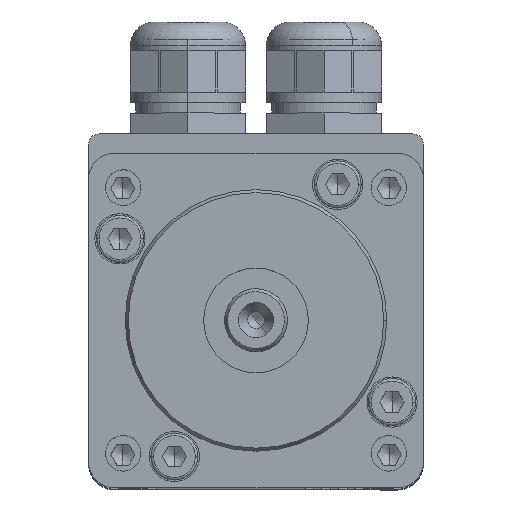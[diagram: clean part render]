
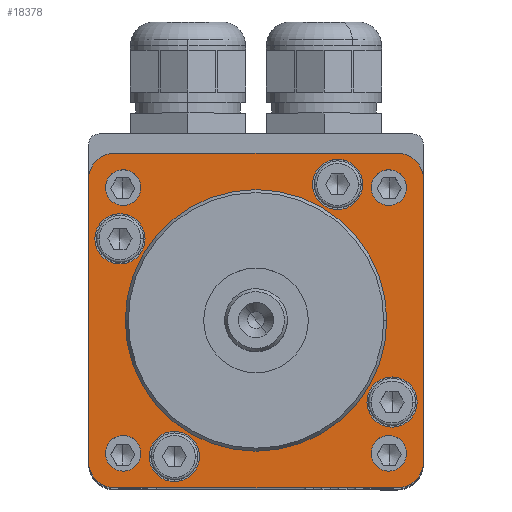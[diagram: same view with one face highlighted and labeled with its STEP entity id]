
A CAD part, top view. The second image highlights one B-rep face of the part: STEP entity #18378.
In plain terms, the highlighted planar face has unit normal (0, 0, 1).
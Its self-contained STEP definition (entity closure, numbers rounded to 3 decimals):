
#1007=CARTESIAN_POINT('',(-12.5,0.,77.0));
#1008=VERTEX_POINT('',#1007);
#1017=CARTESIAN_POINT('',(12.5,0.,77.0));
#1018=VERTEX_POINT('',#1017);
#1019=CARTESIAN_POINT('',(0.,0.,77.0));
#1020=DIRECTION('',(0.0,0.0,-1.0));
#1021=DIRECTION('',(-1.0,0.0,0.0));
#1022=AXIS2_PLACEMENT_3D('',#1019,#1020,#1021);
#1023=CIRCLE('',#1022,12.5);
#1024=EDGE_CURVE('',#1018,#1008,#1023,.T.);
#1110=CARTESIAN_POINT('',(14.4,-12.7,77.0));
#1111=VERTEX_POINT('',#1110);
#1127=CARTESIAN_POINT('',(11.,-12.7,77.0));
#1128=VERTEX_POINT('',#1127);
#1135=CARTESIAN_POINT('',(12.7,-12.7,77.0));
#1136=DIRECTION('',(0.0,0.0,-1.0));
#1137=DIRECTION('',(1.0,0.0,0.0));
#1138=AXIS2_PLACEMENT_3D('',#1135,#1136,#1137);
#1139=CIRCLE('',#1138,1.7);
#1140=EDGE_CURVE('',#1111,#1128,#1139,.T.);
#1173=CARTESIAN_POINT('',(14.4,12.7,77.0));
#1174=VERTEX_POINT('',#1173);
#1190=CARTESIAN_POINT('',(11.,12.7,77.0));
#1191=VERTEX_POINT('',#1190);
#1198=CARTESIAN_POINT('',(12.7,12.7,77.0));
#1199=DIRECTION('',(0.0,0.0,-1.0));
#1200=DIRECTION('',(1.0,0.0,0.0));
#1201=AXIS2_PLACEMENT_3D('',#1198,#1199,#1200);
#1202=CIRCLE('',#1201,1.7);
#1203=EDGE_CURVE('',#1174,#1191,#1202,.T.);
#1236=CARTESIAN_POINT('',(-11.,12.7,77.0));
#1237=VERTEX_POINT('',#1236);
#1253=CARTESIAN_POINT('',(-14.4,12.7,77.0));
#1254=VERTEX_POINT('',#1253);
#1261=CARTESIAN_POINT('',(-12.7,12.7,77.0));
#1262=DIRECTION('',(0.0,0.0,-1.0));
#1263=DIRECTION('',(1.0,0.0,0.0));
#1264=AXIS2_PLACEMENT_3D('',#1261,#1262,#1263);
#1265=CIRCLE('',#1264,1.7);
#1266=EDGE_CURVE('',#1237,#1254,#1265,.T.);
#1299=CARTESIAN_POINT('',(-11.,-12.7,77.0));
#1300=VERTEX_POINT('',#1299);
#1316=CARTESIAN_POINT('',(-14.4,-12.7,77.0));
#1317=VERTEX_POINT('',#1316);
#1324=CARTESIAN_POINT('',(-12.7,-12.7,77.0));
#1325=DIRECTION('',(0.0,0.0,-1.0));
#1326=DIRECTION('',(1.0,0.0,0.0));
#1327=AXIS2_PLACEMENT_3D('',#1324,#1325,#1326);
#1328=CIRCLE('',#1327,1.7);
#1329=EDGE_CURVE('',#1300,#1317,#1328,.T.);
#1362=CARTESIAN_POINT('',(15.4,-7.8,77.0));
#1363=VERTEX_POINT('',#1362);
#1379=CARTESIAN_POINT('',(10.6,-7.8,77.0));
#1380=VERTEX_POINT('',#1379);
#1387=CARTESIAN_POINT('',(13.,-7.8,77.0));
#1388=DIRECTION('',(0.0,0.0,-1.0));
#1389=DIRECTION('',(1.0,0.0,0.0));
#1390=AXIS2_PLACEMENT_3D('',#1387,#1388,#1389);
#1391=CIRCLE('',#1390,2.4);
#1392=EDGE_CURVE('',#1363,#1380,#1391,.T.);
#1425=CARTESIAN_POINT('',(-10.6,7.8,77.0));
#1426=VERTEX_POINT('',#1425);
#1442=CARTESIAN_POINT('',(-15.4,7.8,77.0));
#1443=VERTEX_POINT('',#1442);
#1450=CARTESIAN_POINT('',(-13.,7.8,77.0));
#1451=DIRECTION('',(0.0,0.0,-1.0));
#1452=DIRECTION('',(1.0,0.0,0.0));
#1453=AXIS2_PLACEMENT_3D('',#1450,#1451,#1452);
#1454=CIRCLE('',#1453,2.4);
#1455=EDGE_CURVE('',#1426,#1443,#1454,.T.);
#1488=CARTESIAN_POINT('',(10.2,13.,77.0));
#1489=VERTEX_POINT('',#1488);
#1505=CARTESIAN_POINT('',(5.4,13.,77.0));
#1506=VERTEX_POINT('',#1505);
#1513=CARTESIAN_POINT('',(7.8,13.,77.0));
#1514=DIRECTION('',(0.0,0.0,-1.0));
#1515=DIRECTION('',(1.0,0.0,0.0));
#1516=AXIS2_PLACEMENT_3D('',#1513,#1514,#1515);
#1517=CIRCLE('',#1516,2.4);
#1518=EDGE_CURVE('',#1489,#1506,#1517,.T.);
#1551=CARTESIAN_POINT('',(-5.4,-13.0,77.0));
#1552=VERTEX_POINT('',#1551);
#1568=CARTESIAN_POINT('',(-10.2,-13.,77.0));
#1569=VERTEX_POINT('',#1568);
#1576=CARTESIAN_POINT('',(-7.8,-13.,77.0));
#1577=DIRECTION('',(0.0,0.0,-1.0));
#1578=DIRECTION('',(1.0,0.0,0.0));
#1579=AXIS2_PLACEMENT_3D('',#1576,#1577,#1578);
#1580=CIRCLE('',#1579,2.4);
#1581=EDGE_CURVE('',#1552,#1569,#1580,.T.);
#17645=CARTESIAN_POINT('',(16.,-13.5,77.0));
#17646=VERTEX_POINT('',#17645);
#17653=CARTESIAN_POINT('',(13.5,-16.,77.0));
#17654=VERTEX_POINT('',#17653);
#17655=CARTESIAN_POINT('',(13.5,-13.5,77.0));
#17656=DIRECTION('',(0.0,0.0,-1.0));
#17657=DIRECTION('',(1.0,0.0,0.0));
#17658=AXIS2_PLACEMENT_3D('',#17655,#17656,#17657);
#17659=CIRCLE('',#17658,2.5);
#17660=EDGE_CURVE('',#17646,#17654,#17659,.T.);
#17677=CARTESIAN_POINT('',(16.,13.5,77.0));
#17678=VERTEX_POINT('',#17677);
#17685=CARTESIAN_POINT('',(16.,13.5,77.0));
#17686=DIRECTION('',(0.0,-1.0,0.0));
#17687=VECTOR('',#17686,27.0);
#17688=LINE('',#17685,#17687);
#17689=EDGE_CURVE('',#17678,#17646,#17688,.T.);
#17701=CARTESIAN_POINT('',(13.5,16.,77.0));
#17702=VERTEX_POINT('',#17701);
#17709=CARTESIAN_POINT('',(13.5,13.5,77.0));
#17710=DIRECTION('',(0.0,0.0,-1.0));
#17711=DIRECTION('',(0.0,1.0,0.0));
#17712=AXIS2_PLACEMENT_3D('',#17709,#17710,#17711);
#17713=CIRCLE('',#17712,2.5);
#17714=EDGE_CURVE('',#17702,#17678,#17713,.T.);
#17726=CARTESIAN_POINT('',(-13.5,16.,77.0));
#17727=VERTEX_POINT('',#17726);
#17734=CARTESIAN_POINT('',(-13.5,16.,77.0));
#17735=DIRECTION('',(1.0,0.0,0.0));
#17736=VECTOR('',#17735,27.);
#17737=LINE('',#17734,#17736);
#17738=EDGE_CURVE('',#17727,#17702,#17737,.T.);
#17791=CARTESIAN_POINT('',(-7.8,-13.,77.0));
#17792=DIRECTION('',(0.0,0.0,-1.0));
#17793=DIRECTION('',(1.0,0.0,0.0));
#17794=AXIS2_PLACEMENT_3D('',#17791,#17792,#17793);
#17795=CIRCLE('',#17794,2.4);
#17796=EDGE_CURVE('',#1569,#1552,#17795,.T.);
#17856=CARTESIAN_POINT('',(7.8,13.,77.0));
#17857=DIRECTION('',(0.0,0.0,-1.0));
#17858=DIRECTION('',(1.0,0.0,0.0));
#17859=AXIS2_PLACEMENT_3D('',#17856,#17857,#17858);
#17860=CIRCLE('',#17859,2.4);
#17861=EDGE_CURVE('',#1506,#1489,#17860,.T.);
#17915=CARTESIAN_POINT('',(-13.,7.8,77.0));
#17916=DIRECTION('',(0.0,0.0,-1.0));
#17917=DIRECTION('',(1.0,0.0,0.0));
#17918=AXIS2_PLACEMENT_3D('',#17915,#17916,#17917);
#17919=CIRCLE('',#17918,2.4);
#17920=EDGE_CURVE('',#1443,#1426,#17919,.T.);
#17980=CARTESIAN_POINT('',(13.,-7.8,77.0));
#17981=DIRECTION('',(0.0,0.0,-1.0));
#17982=DIRECTION('',(1.0,0.0,0.0));
#17983=AXIS2_PLACEMENT_3D('',#17980,#17981,#17982);
#17984=CIRCLE('',#17983,2.4);
#17985=EDGE_CURVE('',#1380,#1363,#17984,.T.);
#18019=CARTESIAN_POINT('',(-12.7,-12.7,77.0));
#18020=DIRECTION('',(0.0,0.0,-1.0));
#18021=DIRECTION('',(1.0,0.0,0.0));
#18022=AXIS2_PLACEMENT_3D('',#18019,#18020,#18021);
#18023=CIRCLE('',#18022,1.7);
#18024=EDGE_CURVE('',#1317,#1300,#18023,.T.);
#18058=CARTESIAN_POINT('',(-12.7,12.7,77.0));
#18059=DIRECTION('',(0.0,0.0,-1.0));
#18060=DIRECTION('',(1.0,0.0,0.0));
#18061=AXIS2_PLACEMENT_3D('',#18058,#18059,#18060);
#18062=CIRCLE('',#18061,1.7);
#18063=EDGE_CURVE('',#1254,#1237,#18062,.T.);
#18097=CARTESIAN_POINT('',(12.7,12.7,77.0));
#18098=DIRECTION('',(0.0,0.0,-1.0));
#18099=DIRECTION('',(1.0,0.0,0.0));
#18100=AXIS2_PLACEMENT_3D('',#18097,#18098,#18099);
#18101=CIRCLE('',#18100,1.7);
#18102=EDGE_CURVE('',#1191,#1174,#18101,.T.);
#18136=CARTESIAN_POINT('',(12.7,-12.7,77.0));
#18137=DIRECTION('',(0.0,0.0,-1.0));
#18138=DIRECTION('',(1.0,0.0,0.0));
#18139=AXIS2_PLACEMENT_3D('',#18136,#18137,#18138);
#18140=CIRCLE('',#18139,1.7);
#18141=EDGE_CURVE('',#1128,#1111,#18140,.T.);
#18174=CARTESIAN_POINT('',(0.,0.,77.0));
#18175=DIRECTION('',(0.0,0.0,-1.0));
#18176=DIRECTION('',(-1.0,0.0,0.0));
#18177=AXIS2_PLACEMENT_3D('',#18174,#18175,#18176);
#18178=CIRCLE('',#18177,12.5);
#18179=EDGE_CURVE('',#1008,#1018,#18178,.T.);
#18242=CARTESIAN_POINT('',(-16.,13.5,77.0));
#18243=VERTEX_POINT('',#18242);
#18250=CARTESIAN_POINT('',(-13.5,13.5,77.0));
#18251=DIRECTION('',(0.0,0.0,-1.0));
#18252=DIRECTION('',(-1.0,0.0,0.0));
#18253=AXIS2_PLACEMENT_3D('',#18250,#18251,#18252);
#18254=CIRCLE('',#18253,2.5);
#18255=EDGE_CURVE('',#18243,#17727,#18254,.T.);
#18267=CARTESIAN_POINT('',(-16.,-13.5,77.0));
#18268=VERTEX_POINT('',#18267);
#18275=CARTESIAN_POINT('',(-16.,-13.5,77.0));
#18276=DIRECTION('',(0.0,1.0,0.0));
#18277=VECTOR('',#18276,27.0);
#18278=LINE('',#18275,#18277);
#18279=EDGE_CURVE('',#18268,#18243,#18278,.T.);
#18291=CARTESIAN_POINT('',(-13.5,-16.,77.0));
#18292=VERTEX_POINT('',#18291);
#18299=CARTESIAN_POINT('',(-13.5,-13.5,77.0));
#18300=DIRECTION('',(0.0,0.0,-1.0));
#18301=DIRECTION('',(0.0,-1.0,0.0));
#18302=AXIS2_PLACEMENT_3D('',#18299,#18300,#18301);
#18303=CIRCLE('',#18302,2.5);
#18304=EDGE_CURVE('',#18292,#18268,#18303,.T.);
#18317=CARTESIAN_POINT('',(13.5,-16.,77.0));
#18318=DIRECTION('',(-1.0,0.0,0.0));
#18319=VECTOR('',#18318,27.);
#18320=LINE('',#18317,#18319);
#18321=EDGE_CURVE('',#17654,#18292,#18320,.T.);
#18327=CARTESIAN_POINT('',(0.,0.,77.0));
#18328=DIRECTION('',(0.0,0.0,-1.0));
#18329=DIRECTION('',(-1.0,0.0,0.0));
#18330=AXIS2_PLACEMENT_3D('',#18327,#18328,#18329);
#18331=PLANE('',#18330);
#18332=ORIENTED_EDGE('',*,*,#17738,.F.);
#18333=ORIENTED_EDGE('',*,*,#18255,.F.);
#18334=ORIENTED_EDGE('',*,*,#18279,.F.);
#18335=ORIENTED_EDGE('',*,*,#18304,.F.);
#18336=ORIENTED_EDGE('',*,*,#18321,.F.);
#18337=ORIENTED_EDGE('',*,*,#17660,.F.);
#18338=ORIENTED_EDGE('',*,*,#17689,.F.);
#18339=ORIENTED_EDGE('',*,*,#17714,.F.);
#18340=EDGE_LOOP('',(#18332,#18333,#18334,#18335,#18336,#18337,#18338,#18339));
#18341=FACE_OUTER_BOUND('',#18340,.T.);
#18342=ORIENTED_EDGE('',*,*,#1581,.T.);
#18343=ORIENTED_EDGE('',*,*,#17796,.T.);
#18344=EDGE_LOOP('',(#18342,#18343));
#18345=FACE_BOUND('',#18344,.T.);
#18346=ORIENTED_EDGE('',*,*,#1518,.T.);
#18347=ORIENTED_EDGE('',*,*,#17861,.T.);
#18348=EDGE_LOOP('',(#18346,#18347));
#18349=FACE_BOUND('',#18348,.T.);
#18350=ORIENTED_EDGE('',*,*,#1455,.T.);
#18351=ORIENTED_EDGE('',*,*,#17920,.T.);
#18352=EDGE_LOOP('',(#18350,#18351));
#18353=FACE_BOUND('',#18352,.T.);
#18354=ORIENTED_EDGE('',*,*,#1392,.T.);
#18355=ORIENTED_EDGE('',*,*,#17985,.T.);
#18356=EDGE_LOOP('',(#18354,#18355));
#18357=FACE_BOUND('',#18356,.T.);
#18358=ORIENTED_EDGE('',*,*,#1329,.T.);
#18359=ORIENTED_EDGE('',*,*,#18024,.T.);
#18360=EDGE_LOOP('',(#18358,#18359));
#18361=FACE_BOUND('',#18360,.T.);
#18362=ORIENTED_EDGE('',*,*,#1266,.T.);
#18363=ORIENTED_EDGE('',*,*,#18063,.T.);
#18364=EDGE_LOOP('',(#18362,#18363));
#18365=FACE_BOUND('',#18364,.T.);
#18366=ORIENTED_EDGE('',*,*,#1203,.T.);
#18367=ORIENTED_EDGE('',*,*,#18102,.T.);
#18368=EDGE_LOOP('',(#18366,#18367));
#18369=FACE_BOUND('',#18368,.T.);
#18370=ORIENTED_EDGE('',*,*,#1140,.T.);
#18371=ORIENTED_EDGE('',*,*,#18141,.T.);
#18372=EDGE_LOOP('',(#18370,#18371));
#18373=FACE_BOUND('',#18372,.T.);
#18374=ORIENTED_EDGE('',*,*,#1024,.T.);
#18375=ORIENTED_EDGE('',*,*,#18179,.T.);
#18376=EDGE_LOOP('',(#18374,#18375));
#18377=FACE_BOUND('',#18376,.T.);
#18378=ADVANCED_FACE('',(#18341,#18345,#18349,#18353,#18357,#18361,#18365,#18369,#18373,#18377),#18331,.F.);
